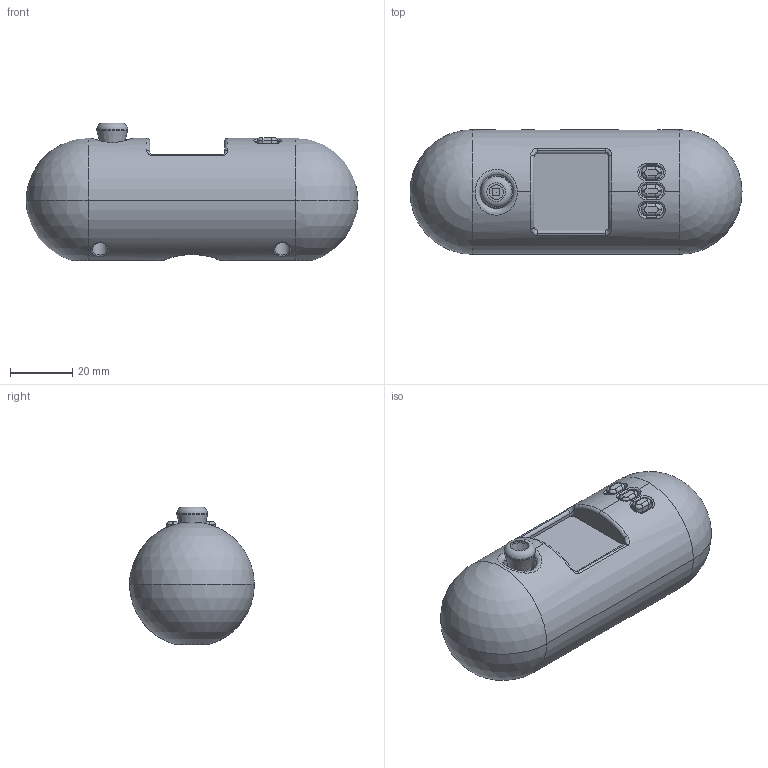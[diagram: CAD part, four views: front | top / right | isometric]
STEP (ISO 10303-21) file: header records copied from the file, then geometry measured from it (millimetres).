
FILE_DESCRIPTION(('HOOPS Exchange Step'),'2;1');
FILE_NAME('temp_export','2021-12-21T20:06:54+16:00',('ngeorge'),('Shapr3D Limited'),'HOOPS Exchange 2021.1','Shapr3D','Authorized');
FILE_SCHEMA( ('AP203_CONFIGURATION_CONTROLLED_3D_DESIGN_OF_MECHANICAL_PARTS_AND_ASSEMBLIES_MIM_LF') );
Length unit declared in the file: millimetre
Products named in the file (1): 73210BC8-64F7-4751-A5D7-71010F078E4B.tmp
Bounding box: 106.5 x 40 x 44.25 mm (x, y, z)
Volume: 46428.5 mm3; surface area: 30642 mm2
Topology: 7 solids, 7 shells, 377 faces, 1001 edges, 644 vertices
Faces by surface type: plane 205, cylinder 95, bspline 27, cone 23, torus 19, sphere 8
Full cylindrical faces by diameter (mm): 3 x4, 4.6 x1, 5 x6, 9.5 x1, 10.6 x1, 14 x1
Entity records: 30748 total; most frequent: CARTESIAN_POINT 21365, ORIENTED_EDGE 1990, DIRECTION 1886, EDGE_CURVE 995, AXIS2_PLACEMENT_3D 645, VERTEX_POINT 644, VECTOR 596, LINE 596
